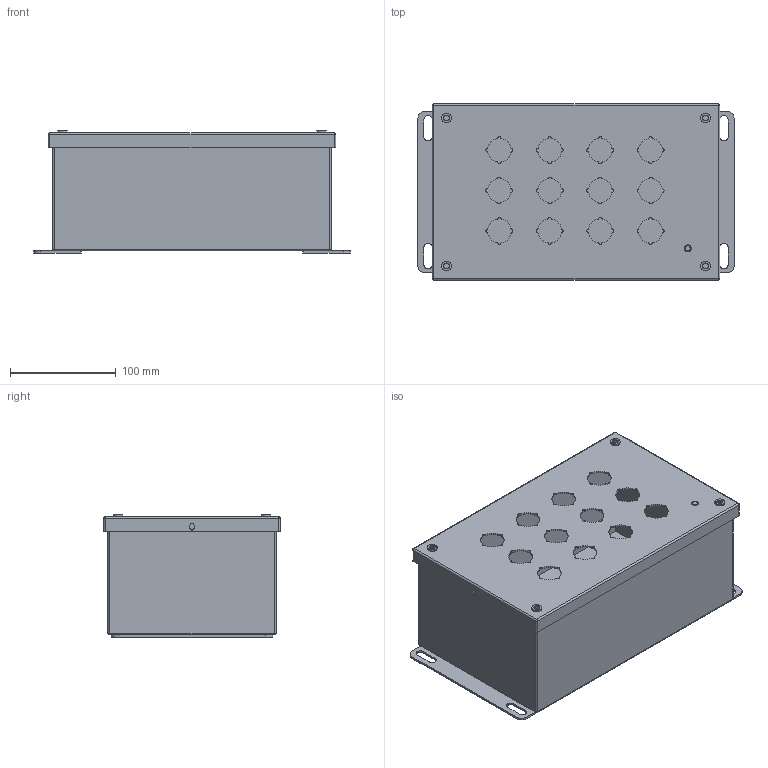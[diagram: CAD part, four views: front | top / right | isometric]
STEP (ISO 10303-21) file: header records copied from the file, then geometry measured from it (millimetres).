
FILE_DESCRIPTION (( 'STEP AP214' ), '1' );
FILE_NAME ('SCE-12PBGX.STEP', '2021-01-16T17:04:45', ( '' ), ( '' ), 'SwSTEP 2.0', 'SolidWorks 2019', '' );
FILE_SCHEMA (( 'AUTOMOTIVE_DESIGN' ));
Length unit declared in the file: inch
Products named in the file (1): SCE-12PBGX
Bounding box: 298.45 x 166.69 x 115.2 mm (x, y, z)
Volume: 333351.8 mm3; surface area: 435701 mm2
Topology: 15 solids, 15 shells, 612 faces, 1544 edges, 972 vertices
Faces by surface type: cylinder 370, plane 166, torus 40, sphere 24, cone 12
Full cylindrical faces by diameter (mm): 4.902 x1, 6.756 x4, 7.112 x1, 8.052 x4, 11.092 x4
Entity records: 25648 total; most frequent: DIRECTION 3564, CARTESIAN_POINT 3163, ORIENTED_EDGE 3012, EDGE_CURVE 1506, AXIS2_PLACEMENT_3D 1469, VERTEX_POINT 972, CIRCLE 856, EDGE_LOOP 718
